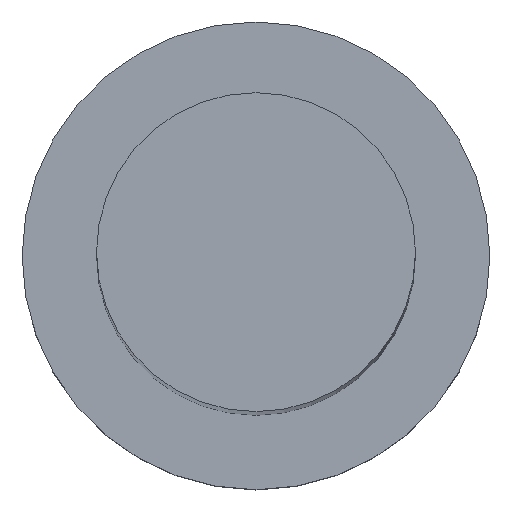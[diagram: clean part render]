
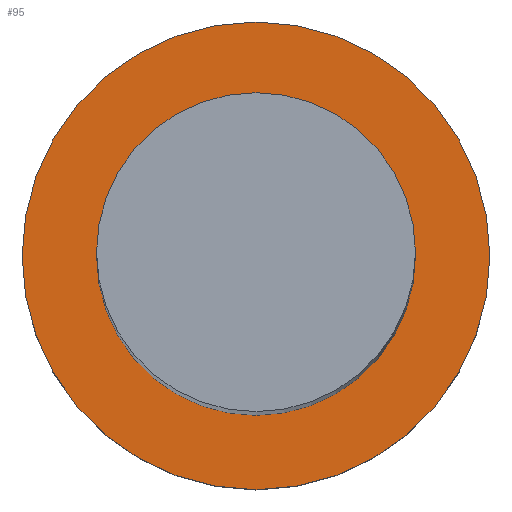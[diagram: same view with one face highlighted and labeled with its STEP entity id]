
A CAD part, top view. The second image highlights one B-rep face of the part: STEP entity #95.
In plain terms, the highlighted planar face has unit normal (0, 0, 1).
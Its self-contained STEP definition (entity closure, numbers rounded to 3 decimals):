
#5 = DIRECTION ( 'NONE',  ( 0., 0., 1. ) ) ;
#7 = CARTESIAN_POINT ( 'NONE',  ( -11., 0., 7. ) ) ;
#11 = CIRCLE ( 'NONE', #67, 7.5 ) ;
#13 = DIRECTION ( 'NONE',  ( 0., 0., 1. ) ) ;
#20 = ORIENTED_EDGE ( 'NONE', *, *, #200, .F. ) ;
#22 = EDGE_CURVE ( 'NONE', #123, #161, #219, .T. ) ;
#28 = AXIS2_PLACEMENT_3D ( 'NONE', #89, #13, #92 ) ;
#30 = PLANE ( 'NONE',  #244 ) ;
#33 = DIRECTION ( 'NONE',  ( 1., 0., 0. ) ) ;
#39 = AXIS2_PLACEMENT_3D ( 'NONE', #170, #227, #189 ) ;
#40 = AXIS2_PLACEMENT_3D ( 'NONE', #172, #5, #108 ) ;
#41 = CIRCLE ( 'NONE', #28, 11. ) ;
#43 = ORIENTED_EDGE ( 'NONE', *, *, #140, .F. ) ;
#45 = ORIENTED_EDGE ( 'NONE', *, *, #137, .T. ) ;
#47 = EDGE_LOOP ( 'NONE', ( #43, #20 ) ) ;
#63 = ORIENTED_EDGE ( 'NONE', *, *, #22, .T. ) ;
#67 = AXIS2_PLACEMENT_3D ( 'NONE', #130, #209, #229 ) ;
#70 = DIRECTION ( 'NONE',  ( 0., 0., 1. ) ) ;
#72 = CARTESIAN_POINT ( 'NONE',  ( 7.5, 0., 7. ) ) ;
#84 = FACE_OUTER_BOUND ( 'NONE', #232, .T. ) ;
#89 = CARTESIAN_POINT ( 'NONE',  ( 0., 0., 7. ) ) ;
#90 = CARTESIAN_POINT ( 'NONE',  ( -7.5, 0., 7. ) ) ;
#92 = DIRECTION ( 'NONE',  ( 1., 0., 0. ) ) ;
#95 = ADVANCED_FACE ( 'NONE', ( #186, #84 ), #30, .T. ) ;
#108 = DIRECTION ( 'NONE',  ( 1., 0., 0. ) ) ;
#123 = VERTEX_POINT ( 'NONE', #202 ) ;
#130 = CARTESIAN_POINT ( 'NONE',  ( 0., 0., 7. ) ) ;
#137 = EDGE_CURVE ( 'NONE', #161, #123, #41, .T. ) ;
#140 = EDGE_CURVE ( 'NONE', #142, #198, #147, .T. ) ;
#142 = VERTEX_POINT ( 'NONE', #90 ) ;
#147 = CIRCLE ( 'NONE', #40, 7.5 ) ;
#161 = VERTEX_POINT ( 'NONE', #7 ) ;
#170 = CARTESIAN_POINT ( 'NONE',  ( 0., 0., 7. ) ) ;
#172 = CARTESIAN_POINT ( 'NONE',  ( 0., 0., 7. ) ) ;
#186 = FACE_BOUND ( 'NONE', #47, .T. ) ;
#189 = DIRECTION ( 'NONE',  ( 1., 0., 0. ) ) ;
#198 = VERTEX_POINT ( 'NONE', #72 ) ;
#200 = EDGE_CURVE ( 'NONE', #198, #142, #11, .T. ) ;
#202 = CARTESIAN_POINT ( 'NONE',  ( 11., 0., 7. ) ) ;
#209 = DIRECTION ( 'NONE',  ( 0., 0., 1. ) ) ;
#219 = CIRCLE ( 'NONE', #39, 11. ) ;
#226 = CARTESIAN_POINT ( 'NONE',  ( 0., 0., 7. ) ) ;
#227 = DIRECTION ( 'NONE',  ( 0., 0., 1. ) ) ;
#229 = DIRECTION ( 'NONE',  ( 1., 0., 0. ) ) ;
#232 = EDGE_LOOP ( 'NONE', ( #45, #63 ) ) ;
#244 = AXIS2_PLACEMENT_3D ( 'NONE', #226, #70, #33 ) ;
